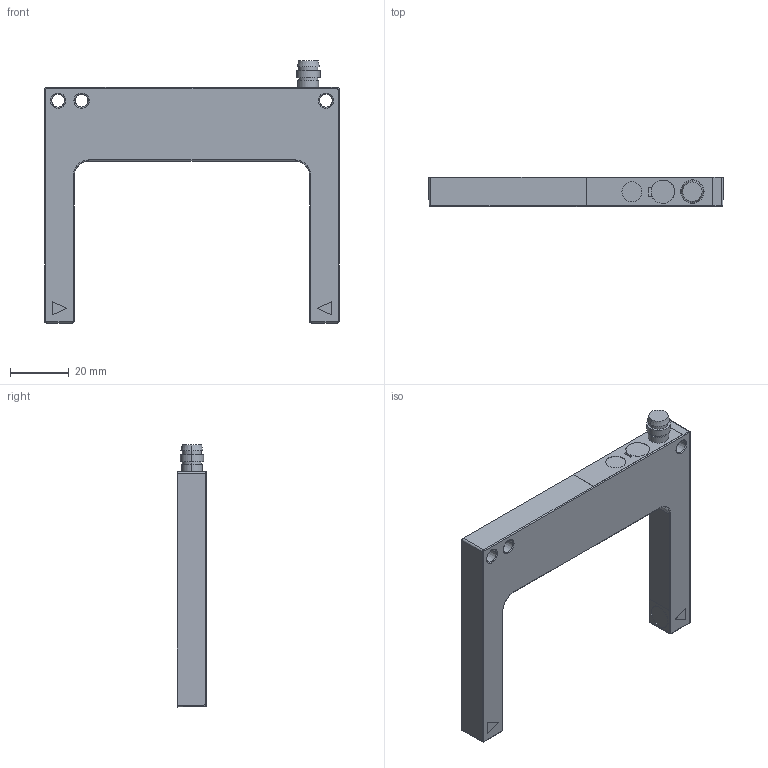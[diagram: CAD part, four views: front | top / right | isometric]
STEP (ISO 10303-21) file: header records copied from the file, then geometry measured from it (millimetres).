
FILE_DESCRIPTION((''),'2;1');
FILE_NAME('DB_CAD2329_3D_GL80','2016-08-26T',('cludewig'),(''),'PRO/ENGINEER BY PARAMETRIC TECHNOLOGY CORPORATION, 2015440','PRO/ENGINEER BY PARAMETRIC TECHNOLOGY CORPORATION, 2015440','');
FILE_SCHEMA(('CONFIG_CONTROL_DESIGN'));
Length unit declared in the file: millimetre
Products named in the file (1): DB_CAD2329_3D_GL80
Bounding box: 100 x 10 x 89 mm (x, y, z)
Volume: 35769.8 mm3; surface area: 12381.9 mm2
Topology: 1 solids, 1 shells, 104 faces, 233 edges, 142 vertices
Faces by surface type: plane 44, cylinder 30, torus 14, cone 10, bspline 6
Entity records: 4542 total; most frequent: CARTESIAN_POINT 932, DIRECTION 496, ORIENTED_EDGE 466, EDGE_CURVE 233, FILL_AREA_STYLE_COLOUR 200, FILL_AREA_STYLE 200, SURFACE_STYLE_FILL_AREA 200, SURFACE_SIDE_STYLE 200
